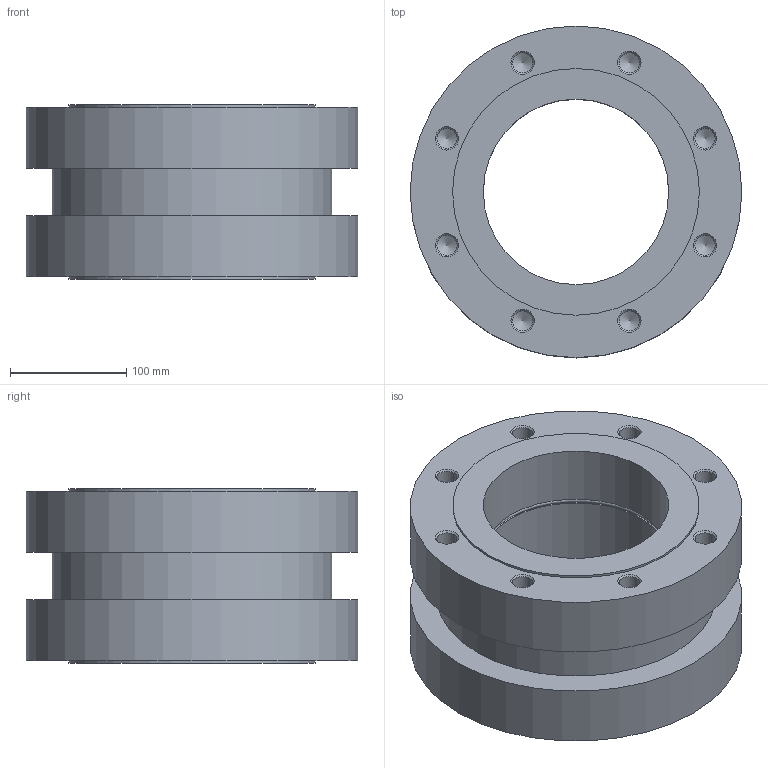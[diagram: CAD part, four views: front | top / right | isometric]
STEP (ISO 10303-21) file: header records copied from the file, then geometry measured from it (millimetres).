
FILE_DESCRIPTION(/* description */ ('STEP AP203'),/* implementation_level */ '2;1');
FILE_NAME(/* name */ 'Swivel Joint DGN-F 150',/* time_stamp */ '2024-11-08T11:59:57+01:00',/* author */ ('License CC BY-ND 4.0'),/* organization */ ('CADENAS'),/* preprocessor_version */ 'ST-DEVELOPER v19.3',/* originating_system */ 'PARTsolutions',/* authorisation */ ' ');
FILE_SCHEMA (('CONFIG_CONTROL_DESIGN'));
Length unit declared in the file: millimetre
Products named in the file (1): Rohrdrehgelenk DGN-F 150
Bounding box: 285 x 285 x 150 mm (x, y, z)
Volume: 5556858.2 mm3; surface area: 363045.2 mm2
Topology: 1 solids, 1 shells, 63 faces, 142 edges, 87 vertices
Faces by surface type: cone 31, cylinder 23, plane 8, torus 1
Full cylindrical faces by diameter (mm): 17.294 x16, 159.3 x2, 212 x2, 240 x1, 285 x2
Entity records: 1797 total; most frequent: DIRECTION 254, CARTESIAN_POINT 206, FACE_BOUND 142, AXIS2_PLACEMENT_3D 127, ORIENTED_EDGE 126, EDGE_LOOP 126, VERTEX_POINT 79, EDGE_CURVE 63
